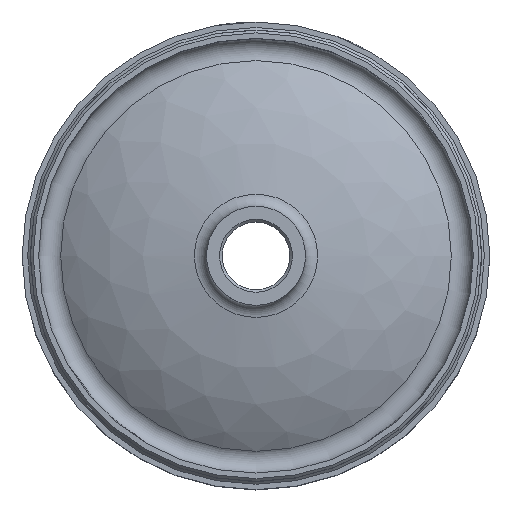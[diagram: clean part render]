
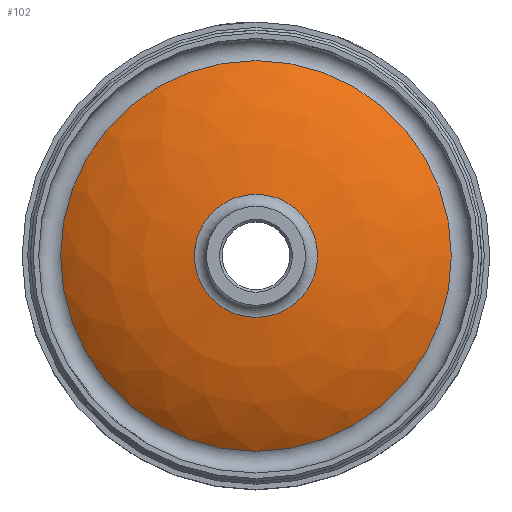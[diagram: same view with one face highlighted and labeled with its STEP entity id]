
A CAD part, top view. The second image highlights one B-rep face of the part: STEP entity #102.
In plain terms, the highlighted face is a revolution surface.
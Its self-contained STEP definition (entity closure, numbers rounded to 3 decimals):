
#102=ADVANCED_FACE('',(#178,#179),#125,.F.);
#125=SURFACE_OF_REVOLUTION('',#129,#127);
#127=AXIS1_PLACEMENT('',#1950,#652);
#129=(
BOUNDED_CURVE()
B_SPLINE_CURVE(3,(#1946,#1947,#1948,#1949),.UNSPECIFIED.,.F.,.F.)
B_SPLINE_CURVE_WITH_KNOTS((4,4),(0.,1.),.UNSPECIFIED.)
CURVE()
GEOMETRIC_REPRESENTATION_ITEM()
RATIONAL_B_SPLINE_CURVE((1.,0.955,0.955,1.))
REPRESENTATION_ITEM('')
);
#178=FACE_BOUND('',#270,.T.);
#179=FACE_BOUND('',#271,.T.);
#270=EDGE_LOOP('',(#362));
#271=EDGE_LOOP('',(#363));
#362=ORIENTED_EDGE('',*,*,#489,.T.);
#363=ORIENTED_EDGE('',*,*,#490,.F.);
#443=VERTEX_POINT('',#1942);
#444=VERTEX_POINT('',#1945);
#489=EDGE_CURVE('',#443,#443,#515,.T.);
#490=EDGE_CURVE('',#444,#444,#516,.T.);
#515=CIRCLE('',#554,71.006);
#516=CIRCLE('',#556,22.392);
#554=AXIS2_PLACEMENT_3D('',#1941,#646,#647);
#556=AXIS2_PLACEMENT_3D('',#1944,#650,#651);
#646=DIRECTION('',(0.,0.,1.));
#647=DIRECTION('',(1.,0.,0.));
#650=DIRECTION('',(0.,0.,1.));
#651=DIRECTION('',(1.,0.,0.));
#652=DIRECTION('',(0.,0.,1.));
#1941=CARTESIAN_POINT('',(0.,0.,-13.004));
#1942=CARTESIAN_POINT('',(71.006,0.,-13.004));
#1944=CARTESIAN_POINT('',(0.,0.,4.037));
#1945=CARTESIAN_POINT('',(22.392,0.,4.037));
#1946=CARTESIAN_POINT('',(0.,-22.392,4.037));
#1947=CARTESIAN_POINT('',(0.,-42.492,1.576));
#1948=CARTESIAN_POINT('',(0.,-59.462,-4.373));
#1949=CARTESIAN_POINT('',(0.,-71.006,-13.004));
#1950=CARTESIAN_POINT('',(0.,0.,0.));
